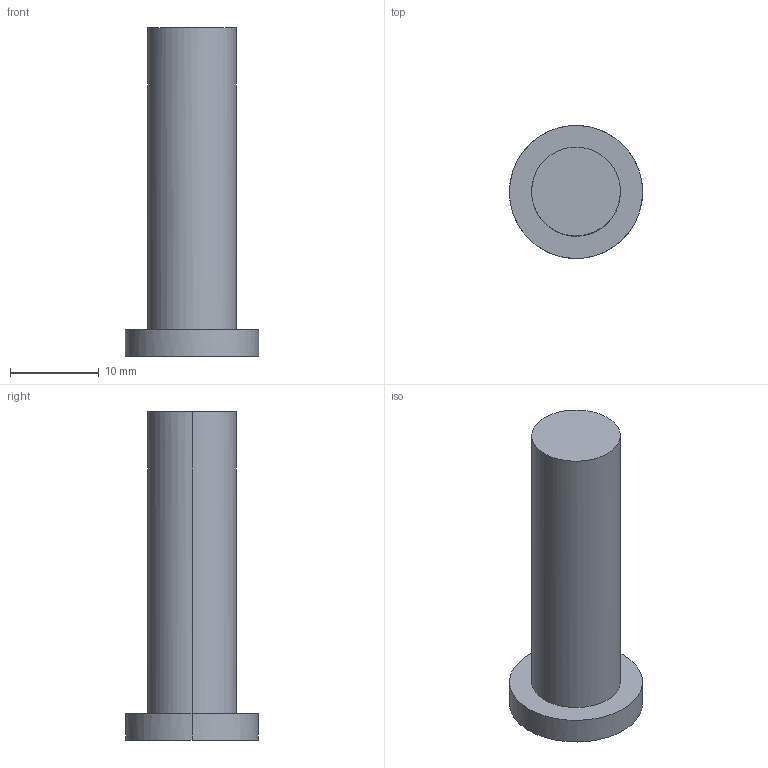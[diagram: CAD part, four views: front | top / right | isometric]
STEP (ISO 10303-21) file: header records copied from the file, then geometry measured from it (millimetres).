
FILE_DESCRIPTION(('CAx Round 4 testing - External References XR1','Bolt Piece Part'),'1');
FILE_NAME('xr1-tu-blt.stp','2000-05-30 T12:02:49',('Steve Yates'),('Theorem Solutions Ltd.'),'THEOREM SOLUTIONS AP214 OUTPUT PROCESSOR 4.0.001','Unigraphics','Tony Ranger');
FILE_SCHEMA(('AUTOMOTIVE_DESIGN { 1 2 10303 214 0 1 1 1 } '));
Length unit declared in the file: millimetre
Products named in the file (1): product_0
Bounding box: 15 x 14.99 x 37 mm (x, y, z)
Volume: 3200.7 mm3; surface area: 1563 mm2
Topology: 1 solids, 1 shells, 7 faces, 12 edges, 8 vertices
Faces by surface type: bspline 4, plane 3
Entity records: 202 total; most frequent: CARTESIAN_POINT 85, ORIENTED_EDGE 24, EDGE_CURVE 12, DIRECTION 10, VERTEX_POINT 8, EDGE_LOOP 8, FACE_OUTER_BOUND 7, ADVANCED_FACE 7
